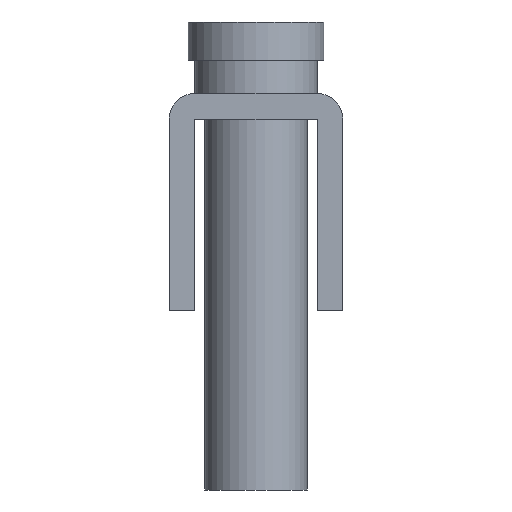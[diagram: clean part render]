
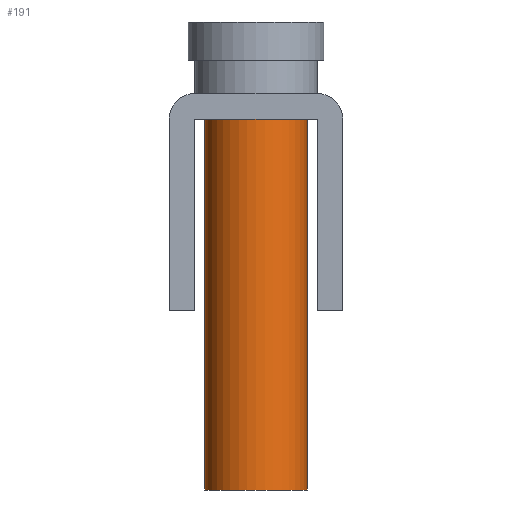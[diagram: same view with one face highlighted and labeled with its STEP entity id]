
A CAD part, left-side view. The second image highlights one B-rep face of the part: STEP entity #191.
In plain terms, the highlighted cylindrical face has radius 2 mm (diameter 4 mm), a full revolution.
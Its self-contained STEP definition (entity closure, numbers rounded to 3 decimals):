
#110=CYLINDRICAL_SURFACE('',#1214,2.);
#123=FACE_BOUND('',#349,.T.);
#124=FACE_BOUND('',#350,.T.);
#191=ADVANCED_FACE('',(#123,#124),#110,.T.);
#349=EDGE_LOOP('',(#661));
#350=EDGE_LOOP('',(#662));
#379=CIRCLE('',#1150,2.);
#399=CIRCLE('',#1212,2.);
#661=ORIENTED_EDGE('',*,*,#919,.F.);
#662=ORIENTED_EDGE('',*,*,#794,.T.);
#697=VERTEX_POINT('',#1551);
#778=VERTEX_POINT('',#1799);
#794=EDGE_CURVE('',#697,#697,#379,.T.);
#919=EDGE_CURVE('',#778,#778,#399,.T.);
#1150=AXIS2_PLACEMENT_3D('',#1550,#1251,#1252);
#1212=AXIS2_PLACEMENT_3D('',#1798,#1480,#1481);
#1214=AXIS2_PLACEMENT_3D('',#1801,#1484,#1485);
#1251=DIRECTION('',(0.,0.,-1.));
#1252=DIRECTION('',(1.,0.,0.));
#1480=DIRECTION('',(0.,0.,-1.));
#1481=DIRECTION('',(1.,0.,0.));
#1484=DIRECTION('',(0.,0.,1.));
#1485=DIRECTION('',(-1.,0.,0.));
#1550=CARTESIAN_POINT('',(60.2,-3.4,0.));
#1551=CARTESIAN_POINT('',(62.2,-3.4,0.));
#1798=CARTESIAN_POINT('',(60.2,-3.4,-14.5));
#1799=CARTESIAN_POINT('',(62.2,-3.4,-14.5));
#1801=CARTESIAN_POINT('',(60.2,-3.4,-14.5));
